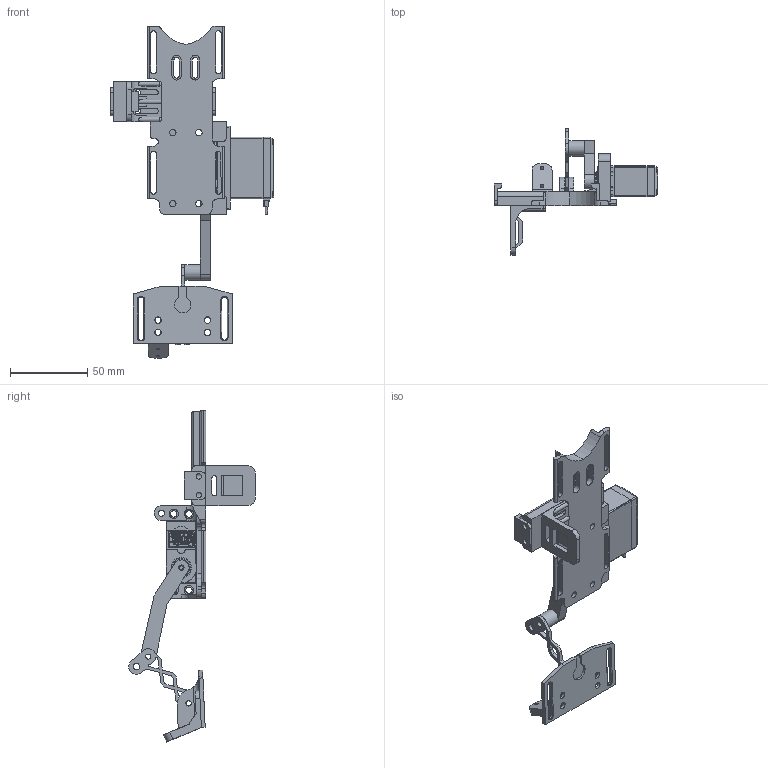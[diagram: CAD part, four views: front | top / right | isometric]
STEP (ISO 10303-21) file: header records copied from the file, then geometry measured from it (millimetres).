
FILE_DESCRIPTION(/* description */ (''),/* implementation_level */ '2;1');
FILE_NAME(/* name */ 'left_assembly.step',/* time_stamp */ '2020-12-14T21:06:38-08:00',/* author */ (''),/* organization */ (''),/* preprocessor_version */ 'ST-DEVELOPER v18.1',/* originating_system */ 'Autodesk Translation Framework v9.7.1.1290',/* authorisation */ '');
FILE_SCHEMA (('AUTOMOTIVE_DESIGN { 1 0 10303 214 3 1 1 }'));
Length unit declared in the file: millimetre
Products named in the file (12): leftassembly; servo_mount; servo; Component1; fullwrist; servohorn; standoff; flex_linkage; back_hand; Component2; battery_slotter; flat_side_clip
Assembly tree (12 placements, depth 3):
  leftassembly
    servo_mount
      servo
      Component1
    fullwrist
    servohorn
    standoff
    flex_linkage
    back_hand
      Component2
    battery_slotter
    flat_side_clip  x2
Bounding box: 105.94 x 81.85 x 214.95 mm (x, y, z)
Volume: 61610.1 mm3; surface area: 51445.8 mm2
Topology: 18 solids, 18 shells, 808 faces, 2445 edges, 1719 vertices
Faces by surface type: plane 485, cylinder 297, torus 10, cone 9, sphere 6, bspline 1
Full cylindrical faces by diameter (mm): 1.6 x3, 2.3 x2, 2.4 x1, 3.3 x2, 3.5 x8, 3.6 x1, 4 x1, 4.14 x14, 4.2 x5, 6 x6, 10 x1, 10.75 x1, 12.3 x1, 13.1 x1
Entity records: 33207 total; most frequent: CARTESIAN_POINT 10723, ORIENTED_EDGE 4812, DIRECTION 4410, EDGE_CURVE 2406, VERTEX_POINT 1697, LINE 1538, VECTOR 1538, AXIS2_PLACEMENT_3D 1436
